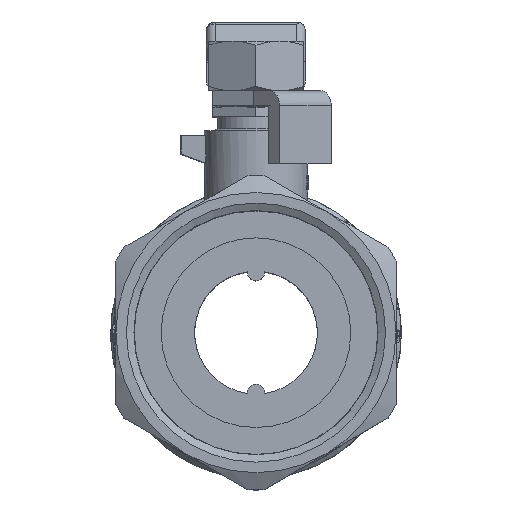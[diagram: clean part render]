
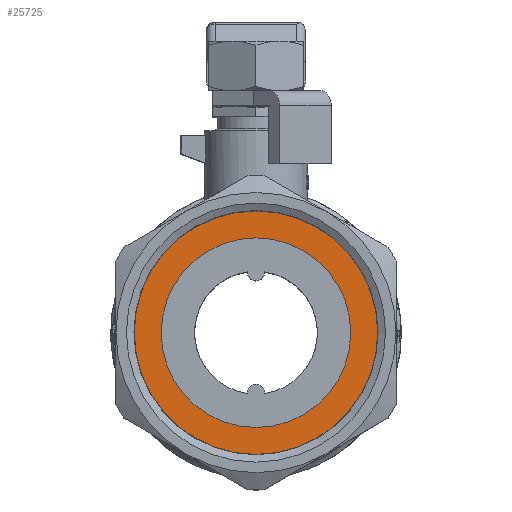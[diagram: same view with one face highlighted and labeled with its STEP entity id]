
A CAD part, top view. The second image highlights one B-rep face of the part: STEP entity #25725.
In plain terms, the highlighted face is planar.
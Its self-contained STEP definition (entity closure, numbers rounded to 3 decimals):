
#12989=ORIENTED_EDGE('',*,*,#16828,.T.);
#12990=ORIENTED_EDGE('',*,*,#16830,.F.);
#16828=EDGE_CURVE('',#19407,#19407,#19890,.T.);
#16830=EDGE_CURVE('',#19409,#19409,#19892,.T.);
#19407=VERTEX_POINT('',#60108);
#19409=VERTEX_POINT('',#60113);
#19890=CIRCLE('',#38123,22.);
#19892=CIRCLE('',#38126,28.25);
#21497=EDGE_LOOP('',(#12989));
#21498=EDGE_LOOP('',(#12990));
#23104=FACE_BOUND('',#21497,.T.);
#23105=FACE_BOUND('',#21498,.T.);
#24289=PLANE('',#38128);
#25725=ADVANCED_FACE('',(#23104,#23105),#24289,.F.);
#38123=AXIS2_PLACEMENT_3D('',#60107,#46748,#46749);
#38126=AXIS2_PLACEMENT_3D('',#60112,#46754,#46755);
#38128=AXIS2_PLACEMENT_3D('',#60115,#46758,#46759);
#46748=DIRECTION('',(0.,1.,0.));
#46749=DIRECTION('',(1.,0.,0.));
#46754=DIRECTION('',(0.,1.,0.));
#46755=DIRECTION('',(1.,0.,0.));
#46758=DIRECTION('',(0.,1.,0.));
#46759=DIRECTION('',(0.,0.,1.));
#60107=CARTESIAN_POINT('',(0.,0.,0.));
#60108=CARTESIAN_POINT('',(22.,0.,0.));
#60112=CARTESIAN_POINT('',(0.,0.,0.));
#60113=CARTESIAN_POINT('',(28.25,0.,0.));
#60115=CARTESIAN_POINT('',(0.,0.,0.));
